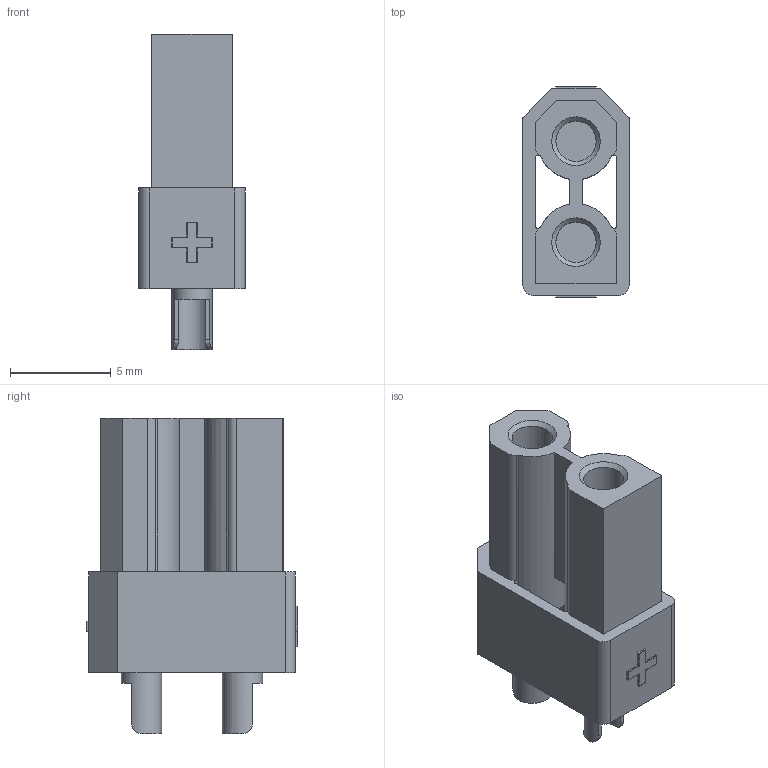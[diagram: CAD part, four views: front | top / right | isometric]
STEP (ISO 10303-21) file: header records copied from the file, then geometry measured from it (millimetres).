
FILE_DESCRIPTION(/* description */ ('STEP AP242','CAx-IF Rec.Pracs.---Representation and Presentation of Product Manufacturing Information (PMI)---4.0---2014-10-13','CAx-IF Rec.Pracs.---3D Tessellated Geometry---0.4---2014-09-14','2;1'),/* implementation_level */ '2;1');
FILE_NAME(/* name */ '67904fc2e82616303dae0d76',/* time_stamp */ '2025-01-22T01:54:11Z',/* author */ (''),/* organization */ (''),/* preprocessor_version */ 'ST-DEVELOPER v20',/* originating_system */ 'ONSHAPE BY PTC INC, 1.192',/* authorisation */ ' ');
FILE_SCHEMA (('AP242_MANAGED_MODEL_BASED_3D_ENGINEERING_MIM_LF { 1 0 10303 442 1 1 4 }'));
Length unit declared in the file: metre
Products named in the file (1): XT30_Buchse
Bounding box: 5.25 x 10.45 x 15.6 mm (x, y, z)
Volume: 307.8 mm3; surface area: 773.8 mm2
Topology: 1 solids, 1 shells, 140 faces, 366 edges, 216 vertices
Faces by surface type: cylinder 64, plane 58, sphere 12, bspline 4, cone 2
Full cylindrical faces by diameter (mm): 1.65 x2, 2 x4
Entity records: 5325 total; most frequent: CARTESIAN_POINT 1811, DIRECTION 724, ORIENTED_EDGE 680, EDGE_CURVE 340, AXIS2_PLACEMENT_3D 263, VERTEX_POINT 214, LINE 198, VECTOR 198
